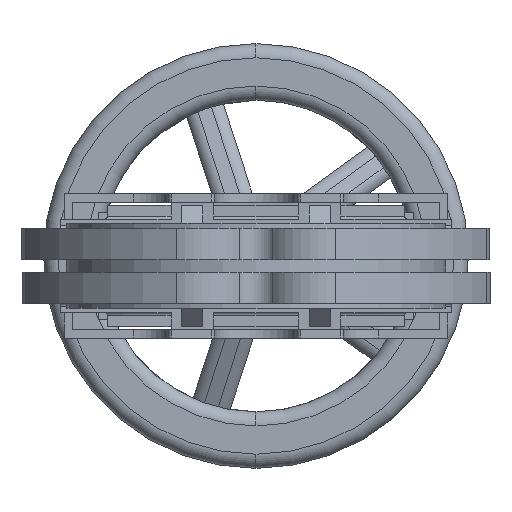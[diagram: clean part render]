
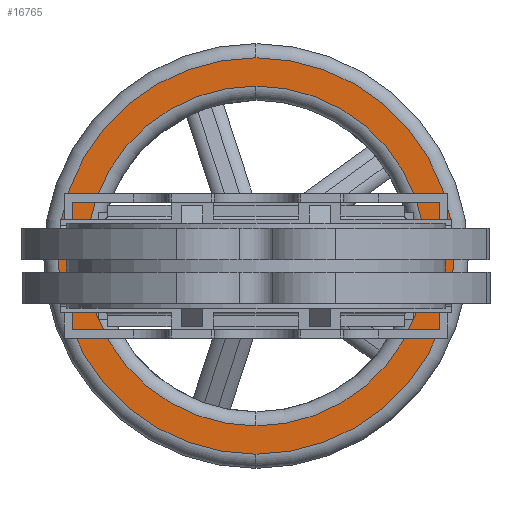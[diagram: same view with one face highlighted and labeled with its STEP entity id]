
A CAD part, front view. The second image highlights one B-rep face of the part: STEP entity #16765.
In plain terms, the highlighted planar face has unit normal (0, -1, 0).
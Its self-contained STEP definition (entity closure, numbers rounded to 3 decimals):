
#1676 = ORIENTED_EDGE ( 'NONE', *, *, #15215, .T. ) ;
#3503 = DIRECTION ( 'NONE',  ( 0., 0., 1. ) ) ;
#6458 = DIRECTION ( 'NONE',  ( 0., -1., 0. ) ) ;
#6935 = DIRECTION ( 'NONE',  ( 0., 0., 1. ) ) ;
#7329 = ORIENTED_EDGE ( 'NONE', *, *, #46741, .T. ) ;
#7424 = DIRECTION ( 'NONE',  ( 0., 0., 1. ) ) ;
#9511 = CARTESIAN_POINT ( 'NONE',  ( 0., 600., 142.5 ) ) ;
#11504 = VERTEX_POINT ( 'NONE', #33532 ) ;
#13343 = PLANE ( 'NONE',  #38927 ) ;
#13771 = DIRECTION ( 'NONE',  ( 0., 0., 1. ) ) ;
#14901 = DIRECTION ( 'NONE',  ( 0., 1., 0. ) ) ;
#15215 = EDGE_CURVE ( 'NONE', #34678, #30655, #20217, .T. ) ;
#16765 = ADVANCED_FACE ( 'NONE', ( #45662, #48704 ), #13343, .F. ) ;
#17612 = CARTESIAN_POINT ( 'NONE',  ( 0., 600., 2.5 ) ) ;
#18815 = CARTESIAN_POINT ( 'NONE',  ( 0., 600., -117.5 ) ) ;
#20217 = CIRCLE ( 'NONE', #45282, 120. ) ;
#20919 = EDGE_LOOP ( 'NONE', ( #1676, #35051 ) ) ;
#21717 = ORIENTED_EDGE ( 'NONE', *, *, #42807, .T. ) ;
#22991 = CARTESIAN_POINT ( 'NONE',  ( 0., 600., 2.5 ) ) ;
#24719 = VERTEX_POINT ( 'NONE', #9511 ) ;
#24874 = DIRECTION ( 'NONE',  ( 0., 0., 1. ) ) ;
#25489 = DIRECTION ( 'NONE',  ( 0., 1., 0. ) ) ;
#26151 = EDGE_CURVE ( 'NONE', #30655, #34678, #45393, .T. ) ;
#26608 = EDGE_LOOP ( 'NONE', ( #7329, #21717 ) ) ;
#26694 = DIRECTION ( 'NONE',  ( 0., -1., 0. ) ) ;
#30655 = VERTEX_POINT ( 'NONE', #18815 ) ;
#31726 = AXIS2_PLACEMENT_3D ( 'NONE', #33813, #14901, #3503 ) ;
#31977 = CARTESIAN_POINT ( 'NONE',  ( 0., 600., 122.5 ) ) ;
#32584 = DIRECTION ( 'NONE',  ( 0., 1., 0. ) ) ;
#33083 = CARTESIAN_POINT ( 'NONE',  ( 0., 600., 2.5 ) ) ;
#33532 = CARTESIAN_POINT ( 'NONE',  ( 0., 600., -137.5 ) ) ;
#33813 = CARTESIAN_POINT ( 'NONE',  ( 0., 600., 2.5 ) ) ;
#34678 = VERTEX_POINT ( 'NONE', #31977 ) ;
#35051 = ORIENTED_EDGE ( 'NONE', *, *, #26151, .T. ) ;
#36550 = CIRCLE ( 'NONE', #46461, 140. ) ;
#36697 = AXIS2_PLACEMENT_3D ( 'NONE', #22991, #26694, #7424 ) ;
#37564 = CARTESIAN_POINT ( 'NONE',  ( 0., 600., 2.5 ) ) ;
#38927 = AXIS2_PLACEMENT_3D ( 'NONE', #33083, #32584, #24874 ) ;
#42712 = CIRCLE ( 'NONE', #36697, 140. ) ;
#42807 = EDGE_CURVE ( 'NONE', #11504, #24719, #36550, .T. ) ;
#45282 = AXIS2_PLACEMENT_3D ( 'NONE', #17612, #25489, #13771 ) ;
#45393 = CIRCLE ( 'NONE', #31726, 120. ) ;
#45662 = FACE_BOUND ( 'NONE', #20919, .T. ) ;
#46461 = AXIS2_PLACEMENT_3D ( 'NONE', #37564, #6458, #6935 ) ;
#46741 = EDGE_CURVE ( 'NONE', #24719, #11504, #42712, .T. ) ;
#48704 = FACE_OUTER_BOUND ( 'NONE', #26608, .T. ) ;
